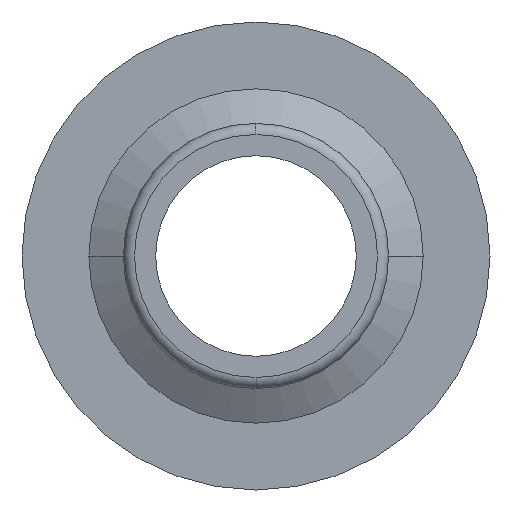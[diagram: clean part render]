
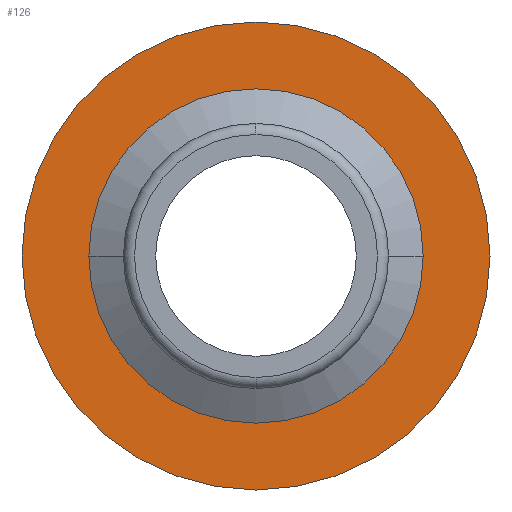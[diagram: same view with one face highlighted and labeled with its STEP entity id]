
A CAD part, front view. The second image highlights one B-rep face of the part: STEP entity #126.
In plain terms, the highlighted planar face has unit normal (0, -1, 0).
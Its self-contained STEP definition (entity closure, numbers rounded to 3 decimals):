
#126=ADVANCED_FACE('',(#256,#257),#258,.T.);
#256=FACE_OUTER_BOUND('',#383,.T.);
#257=FACE_BOUND('',#384,.T.);
#258=PLANE('',#385);
#383=EDGE_LOOP('',(#677,#678));
#384=EDGE_LOOP('',(#679,#680));
#385=AXIS2_PLACEMENT_3D('',#681,#682,#683);
#677=ORIENTED_EDGE('',*,*,#814,.T.);
#678=ORIENTED_EDGE('',*,*,#838,.T.);
#679=ORIENTED_EDGE('',*,*,#826,.F.);
#680=ORIENTED_EDGE('',*,*,#790,.F.);
#681=CARTESIAN_POINT('',(0.0,23.0,0.0));
#682=DIRECTION('',(0.0,-1.0,0.0));
#683=DIRECTION('',(-1.0,0.0,0.0));
#790=EDGE_CURVE('',#956,#958,#959,.T.);
#814=EDGE_CURVE('',#985,#987,#989,.T.);
#826=EDGE_CURVE('',#958,#956,#1004,.T.);
#838=EDGE_CURVE('',#987,#985,#1016,.T.);
#956=VERTEX_POINT('',#1146);
#958=VERTEX_POINT('',#1149);
#959=CIRCLE('',#1150,7.5);
#985=VERTEX_POINT('',#1179);
#987=VERTEX_POINT('',#1182);
#989=CIRCLE('',#1185,10.5);
#1004=CIRCLE('',#1202,7.5);
#1016=CIRCLE('',#1216,10.5);
#1146=CARTESIAN_POINT('',(7.5,23.0,0.));
#1149=CARTESIAN_POINT('',(-7.5,23.0,0.));
#1150=AXIS2_PLACEMENT_3D('',#1355,#1356,#1357);
#1179=CARTESIAN_POINT('',(10.5,23.0,0.0));
#1182=CARTESIAN_POINT('',(-10.5,23.0,0.));
#1185=AXIS2_PLACEMENT_3D('',#1396,#1397,#1398);
#1202=AXIS2_PLACEMENT_3D('',#1416,#1417,#1418);
#1216=AXIS2_PLACEMENT_3D('',#1433,#1434,#1435);
#1355=CARTESIAN_POINT('',(0.0,23.0,0.0));
#1356=DIRECTION('',(0.0,-1.0,0.0));
#1357=DIRECTION('',(1.0,0.0,0.0));
#1396=CARTESIAN_POINT('',(0.0,23.0,0.0));
#1397=DIRECTION('',(0.0,-1.0,0.0));
#1398=DIRECTION('',(1.0,0.0,0.0));
#1416=CARTESIAN_POINT('',(0.0,23.0,0.0));
#1417=DIRECTION('',(0.0,-1.0,0.0));
#1418=DIRECTION('',(1.0,0.0,0.0));
#1433=CARTESIAN_POINT('',(0.0,23.0,0.0));
#1434=DIRECTION('',(0.0,-1.0,0.0));
#1435=DIRECTION('',(1.0,0.0,0.0));
